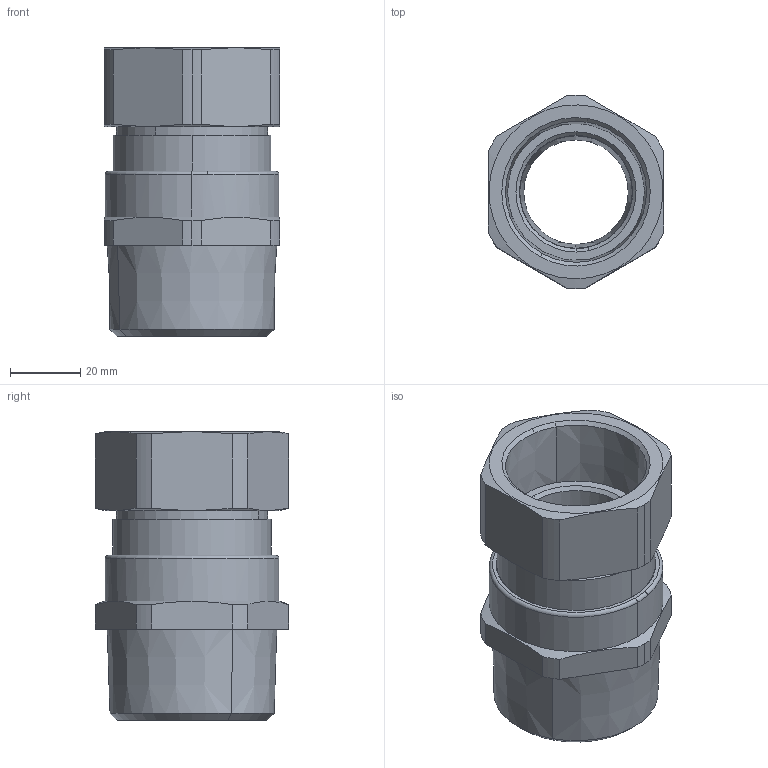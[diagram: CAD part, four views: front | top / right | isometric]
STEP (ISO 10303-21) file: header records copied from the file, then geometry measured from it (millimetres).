
FILE_DESCRIPTION(('CATIA V5 STEP Exchange','CAx-IF Rec.Pracs.--- Model Styling and Organization---1.4--- 2014-01-23'),'2;1');
FILE_NAME ('D1551640_0_1187870000_1187870000.stp','2022-10-20T02:47:35+00:00',('none'),('Weidmueller'),'CATIA Version 5-6 Release 2016 SP3 HF44','CATIA V5 STEP AP214','none');
FILE_SCHEMA(('AUTOMOTIVE_DESIGN { 1 0 10303 214 1 1 1 1 }'));
Length unit declared in the file: millimetre
Products named in the file (1): A2LC/40/NPT1-1/2-NPT1-1/4F-WM
Bounding box: 50 x 55 x 82.25 mm (x, y, z)
Volume: 80020.8 mm3; surface area: 31288.4 mm2
Topology: 2 solids, 2 shells, 98 faces, 249 edges, 162 vertices
Faces by surface type: cone 35, cylinder 34, plane 23, torus 6
Entity records: 2999 total; most frequent: CARTESIAN_POINT 684, ORIENTED_EDGE 498, DIRECTION 393, EDGE_CURVE 249, AXIS2_PLACEMENT_3D 221, VERTEX_POINT 162, CIRCLE 134, EDGE_LOOP 109
